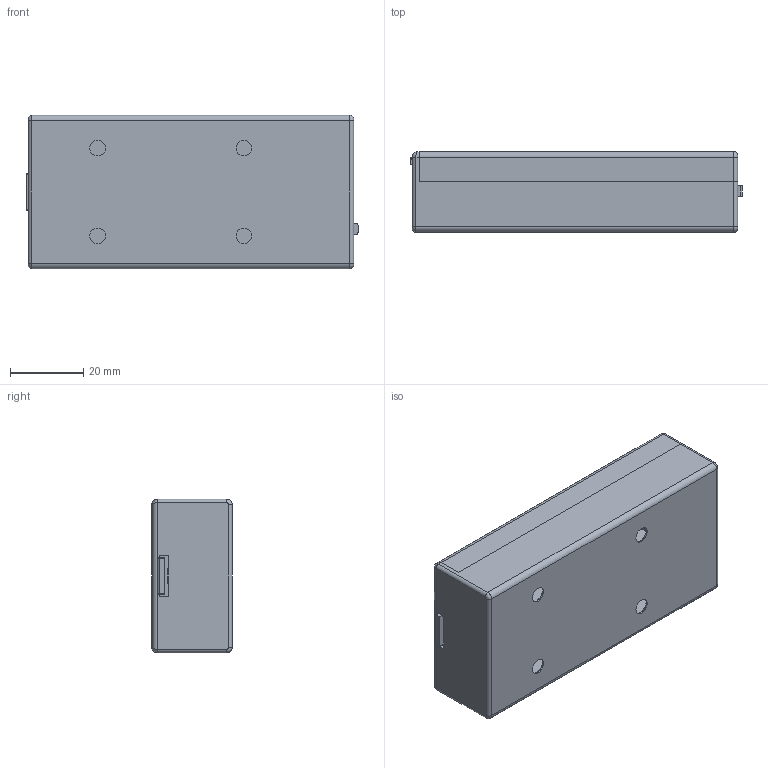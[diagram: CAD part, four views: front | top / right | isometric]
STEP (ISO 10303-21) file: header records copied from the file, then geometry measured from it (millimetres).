
FILE_DESCRIPTION (( 'STEP AP214' ), '1' );
FILE_NAME ('3.7V 2X 18650 BATTERY HOLDER WITH ON OFF SWITCH.STEP', '2018-05-15T20:28:38', ( '' ), ( '' ), 'SwSTEP 2.0', 'SolidWorks 2018', '' );
FILE_SCHEMA (( 'AUTOMOTIVE_DESIGN' ));
Length unit declared in the file: millimetre
Products named in the file (9): 3.7V 2X 18650 BATTERY HOLDER WITH ON OFF SWITCH; CASE, 3.7V 2X 18650 BATTERY HOLDER WITH ON OFF SWITCH; SPRING, 3.7V 2X 18650 BATTERY HOLDER WITH ON OFF SWITCH; SWITCH AND WIRING COVER, 3.7V 2X 18650 BATTERY HOLDER WITH ON OFF SWITCH; COVER, 3.7V 2X 18650 BATTERY HOLDER WITH ON OFF SWITCH; BATTERY CONDUCTION CLIP, NEGATIVE TERMINAL, 3.7V 2X 18650 BATTERY HOLDER WITH ON OFF SWITCH; BATTERY CONDUCTION CLIP, POSITIVE TERMINAL, 3.7V 2X 18650 BATTERY HOLDER WITH ON OFF SWITCH; SLIDE SWITCH SPDT, 3.7V 2X 18650 BATTERY HOLDER WITH ON OFF SWITCH_OFF; BATTERY CONDUCTION CLIP, 3.7V 2X 18650 BATTERY HOLDER WITH ON OFF SWITCH
Assembly tree (9 placements, depth 2):
  3.7V 2X 18650 BATTERY HOLDER WITH ON OFF SWITCH
    CASE, 3.7V 2X 18650 BATTERY HOLDER WITH ON OFF SWITCH
    SWITCH AND WIRING COVER, 3.7V 2X 18650 BATTERY HOLDER WITH ON OFF SWITCH
    BATTERY CONDUCTION CLIP, 3.7V 2X 18650 BATTERY HOLDER WITH ON OFF SWITCH
    SPRING, 3.7V 2X 18650 BATTERY HOLDER WITH ON OFF SWITCH  x2
    BATTERY CONDUCTION CLIP, POSITIVE TERMINAL, 3.7V 2X 18650 BATTERY HOLDER WITH ON OFF SWITCH
    BATTERY CONDUCTION CLIP, NEGATIVE TERMINAL, 3.7V 2X 18650 BATTERY HOLDER WITH ON OFF SWITCH
    SLIDE SWITCH SPDT, 3.7V 2X 18650 BATTERY HOLDER WITH ON OFF SWITCH_OFF
    COVER, 3.7V 2X 18650 BATTERY HOLDER WITH ON OFF SWITCH
Bounding box: 90.8 x 22 x 42 mm (x, y, z)
Volume: 25464.8 mm3; surface area: 33625.8 mm2
Topology: 9 solids, 9 shells, 495 faces, 1282 edges, 814 vertices
Faces by surface type: plane 312, cylinder 117, torus 34, cone 20, bspline 8, sphere 4
Entity records: 16783 total; most frequent: CARTESIAN_POINT 3799, DIRECTION 2564, ORIENTED_EDGE 2540, EDGE_CURVE 1270, VECTOR 934, LINE 934, AXIS2_PLACEMENT_3D 815, VERTEX_POINT 810
